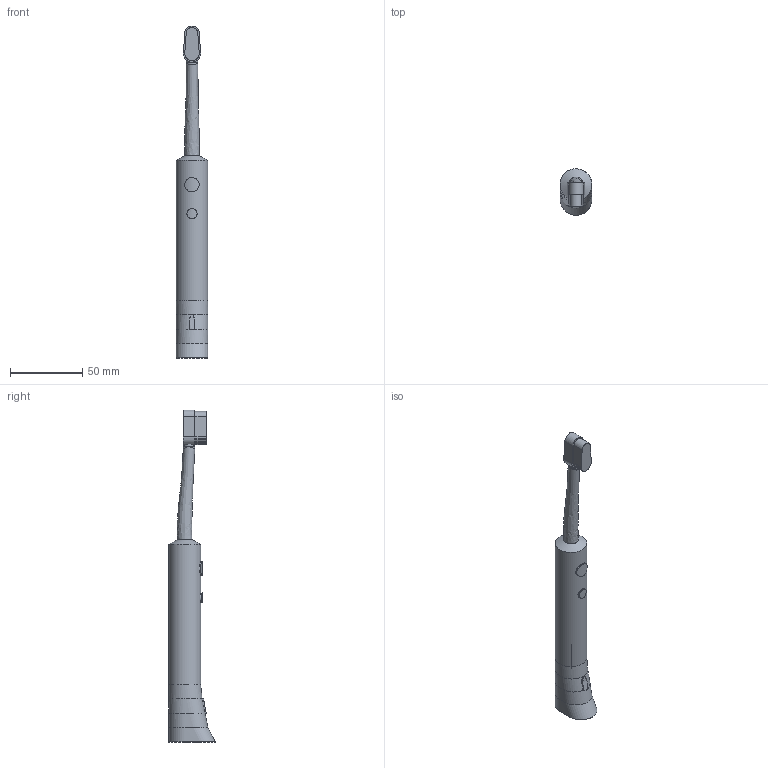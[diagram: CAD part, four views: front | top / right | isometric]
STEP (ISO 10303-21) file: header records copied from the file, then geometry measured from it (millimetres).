
FILE_DESCRIPTION ((), '1');
FILE_NAME ('g1047684', '2013-10-29T15:04:09', ('Unknown'), ('Unknown'), 'HarmonyWare STEP v1.9.13', 'HarmonyWare Translators', '');
FILE_SCHEMA (('CONFIG_CONTROL_DESIGN'));
Length unit declared in the file: millimetre
Products named in the file (27): NONE; Document: brep_1
Assembly tree (26 placements, depth 2):
  NONE
    NONE
    NONE
    NONE
    NONE
    NONE
    NONE
    NONE
    NONE
    NONE
    NONE
    NONE
    NONE
    NONE
    NONE
    NONE
    NONE
    NONE
    Document: brep_1
    NONE
    NONE
    NONE
    NONE
    NONE
    NONE
    NONE
    NONE
Bounding box: 22 x 32 x 230 mm (x, y, z)
Volume: 18064.7 mm3; surface area: 27637.4 mm2
Topology: 12 solids, 12 shells, 156 faces, 349 edges, 236 vertices
Faces by surface type: bspline 156
Entity records: 11933 total; most frequent: CARTESIAN_POINT 5521, ORIENTED_EDGE 638, DIRECTION 485, EDGE_CURVE 319, PERSON 268, ORGANIZATION 268, PERSON_AND_ORGANIZATION 268, VERTEX_POINT 208
